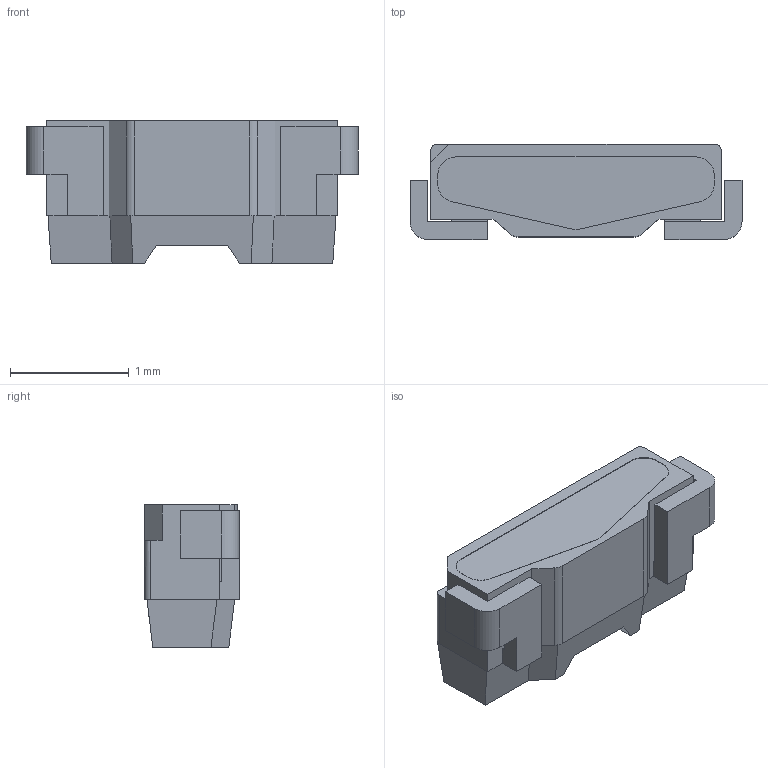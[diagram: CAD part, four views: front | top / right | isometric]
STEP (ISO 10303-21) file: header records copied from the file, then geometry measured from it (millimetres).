
FILE_DESCRIPTION (( 'STEP AP203' ), '1' );
FILE_NAME ('CSL04.STEP', '2018-02-13T07:46:20', ( '' ), ( '' ), 'SwSTEP 2.0', 'SolidWorks 2012', '' );
FILE_SCHEMA (( 'CONFIG_CONTROL_DESIGN' ));
Length unit declared in the file: millimetre
Products named in the file (1): CSL04
Bounding box: 2.8 x 0.8 x 1.2 mm (x, y, z)
Volume: 2 mm3; surface area: 13.4 mm2
Topology: 1 solids, 1 shells, 65 faces, 179 edges, 118 vertices
Faces by surface type: plane 53, cylinder 12
Entity records: 2124 total; most frequent: CARTESIAN_POINT 363, ORIENTED_EDGE 358, DIRECTION 337, EDGE_CURVE 179, LINE 153, VECTOR 153, VERTEX_POINT 118, AXIS2_PLACEMENT_3D 92
